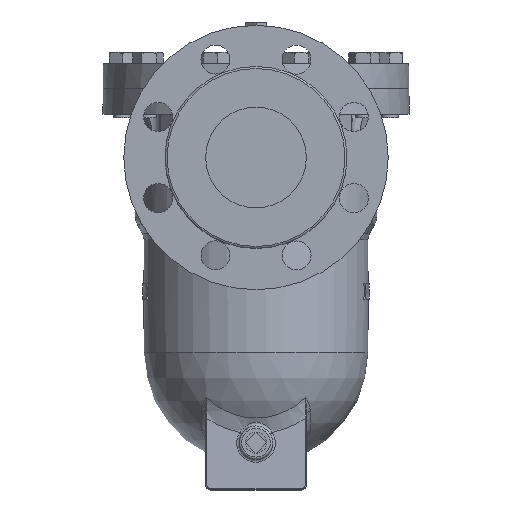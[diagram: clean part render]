
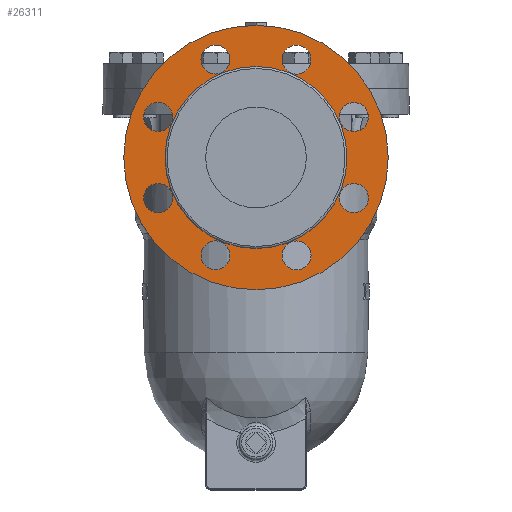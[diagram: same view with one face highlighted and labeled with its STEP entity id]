
A CAD part, left-side view. The second image highlights one B-rep face of the part: STEP entity #26311.
In plain terms, the highlighted planar face has unit normal (-1, 0, 0).
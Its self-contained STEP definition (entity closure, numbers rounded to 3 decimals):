
#535=CARTESIAN_POINT('',(-187.4,0.0,17.75));
#536=VERTEX_POINT('',#535);
#537=CARTESIAN_POINT('',(-187.4,0.0,-54.5));
#538=DIRECTION('',(-1.0,0.0,0.0));
#539=DIRECTION('',(0.0,0.0,1.0));
#540=AXIS2_PLACEMENT_3D('',#537,#538,#539);
#541=CIRCLE('',#540,72.25);
#542=EDGE_CURVE('',#536,#536,#541,.T.);
#25595=CARTESIAN_POINT('',(-187.4,0.0,50.5));
#25596=VERTEX_POINT('',#25595);
#25597=CARTESIAN_POINT('',(-187.4,0.0,-54.5));
#25598=DIRECTION('',(-1.0,0.0,0.0));
#25599=DIRECTION('',(0.0,0.0,1.0));
#25600=AXIS2_PLACEMENT_3D('',#25597,#25598,#25599);
#25601=CIRCLE('',#25600,105.);
#25602=EDGE_CURVE('',#25596,#25596,#25601,.T.);
#25668=CARTESIAN_POINT('',(-187.4,-40.335,31.376));
#25669=VERTEX_POINT('',#25668);
#25670=CARTESIAN_POINT('',(-187.4,-32.203,23.244));
#25671=DIRECTION('',(1.,0.,0.));
#25672=DIRECTION('',(0.,-0.707,0.707));
#25673=AXIS2_PLACEMENT_3D('',#25670,#25671,#25672);
#25674=CIRCLE('',#25673,11.5);
#25675=EDGE_CURVE('',#25669,#25669,#25674,.T.);
#25709=CARTESIAN_POINT('',(-187.4,-89.244,-22.297));
#25710=VERTEX_POINT('',#25709);
#25711=CARTESIAN_POINT('',(-187.4,-77.744,-22.297));
#25712=DIRECTION('',(1.0,0.0,0.0));
#25713=DIRECTION('',(0.0,-1.0,0.0));
#25714=AXIS2_PLACEMENT_3D('',#25711,#25712,#25713);
#25715=CIRCLE('',#25714,11.5);
#25716=EDGE_CURVE('',#25710,#25710,#25715,.T.);
#25750=CARTESIAN_POINT('',(-187.4,-85.876,-94.835));
#25751=VERTEX_POINT('',#25750);
#25752=CARTESIAN_POINT('',(-187.4,-77.744,-86.703));
#25753=DIRECTION('',(1.0,0.,0.));
#25754=DIRECTION('',(0.,-0.707,-0.707));
#25755=AXIS2_PLACEMENT_3D('',#25752,#25753,#25754);
#25756=CIRCLE('',#25755,11.5);
#25757=EDGE_CURVE('',#25751,#25751,#25756,.T.);
#25791=CARTESIAN_POINT('',(-187.4,-32.203,-143.744));
#25792=VERTEX_POINT('',#25791);
#25793=CARTESIAN_POINT('',(-187.4,-32.203,-132.244));
#25794=DIRECTION('',(1.0,0.0,0.0));
#25795=DIRECTION('',(0.0,0.0,-1.0));
#25796=AXIS2_PLACEMENT_3D('',#25793,#25794,#25795);
#25797=CIRCLE('',#25796,11.5);
#25798=EDGE_CURVE('',#25792,#25792,#25797,.T.);
#25832=CARTESIAN_POINT('',(-187.4,40.335,-140.376));
#25833=VERTEX_POINT('',#25832);
#25834=CARTESIAN_POINT('',(-187.4,32.203,-132.244));
#25835=DIRECTION('',(1.0,0.,0.));
#25836=DIRECTION('',(0.,0.707,-0.707));
#25837=AXIS2_PLACEMENT_3D('',#25834,#25835,#25836);
#25838=CIRCLE('',#25837,11.5);
#25839=EDGE_CURVE('',#25833,#25833,#25838,.T.);
#25873=CARTESIAN_POINT('',(-187.4,89.244,-86.703));
#25874=VERTEX_POINT('',#25873);
#25875=CARTESIAN_POINT('',(-187.4,77.744,-86.703));
#25876=DIRECTION('',(1.0,0.0,0.0));
#25877=DIRECTION('',(0.0,1.0,0.0));
#25878=AXIS2_PLACEMENT_3D('',#25875,#25876,#25877);
#25879=CIRCLE('',#25878,11.5);
#25880=EDGE_CURVE('',#25874,#25874,#25879,.T.);
#25914=CARTESIAN_POINT('',(-187.4,85.876,-14.165));
#25915=VERTEX_POINT('',#25914);
#25916=CARTESIAN_POINT('',(-187.4,77.744,-22.297));
#25917=DIRECTION('',(1.0,0.,0.));
#25918=DIRECTION('',(0.,0.707,0.707));
#25919=AXIS2_PLACEMENT_3D('',#25916,#25917,#25918);
#25920=CIRCLE('',#25919,11.5);
#25921=EDGE_CURVE('',#25915,#25915,#25920,.T.);
#25955=CARTESIAN_POINT('',(-187.4,32.203,34.744));
#25956=VERTEX_POINT('',#25955);
#25957=CARTESIAN_POINT('',(-187.4,32.203,23.244));
#25958=DIRECTION('',(1.0,0.0,0.0));
#25959=DIRECTION('',(0.0,0.0,1.0));
#25960=AXIS2_PLACEMENT_3D('',#25957,#25958,#25959);
#25961=CIRCLE('',#25960,11.5);
#25962=EDGE_CURVE('',#25956,#25956,#25961,.T.);
#26276=CARTESIAN_POINT('',(-187.4,0.0,34.125));
#26277=DIRECTION('',(-1.0,0.0,0.0));
#26278=DIRECTION('',(0.0,0.0,1.0));
#26279=AXIS2_PLACEMENT_3D('',#26276,#26277,#26278);
#26280=PLANE('',#26279);
#26281=ORIENTED_EDGE('',*,*,#25602,.T.);
#26282=EDGE_LOOP('',(#26281));
#26283=FACE_OUTER_BOUND('',#26282,.T.);
#26284=ORIENTED_EDGE('',*,*,#25675,.T.);
#26285=EDGE_LOOP('',(#26284));
#26286=FACE_BOUND('',#26285,.T.);
#26287=ORIENTED_EDGE('',*,*,#25716,.T.);
#26288=EDGE_LOOP('',(#26287));
#26289=FACE_BOUND('',#26288,.T.);
#26290=ORIENTED_EDGE('',*,*,#25757,.T.);
#26291=EDGE_LOOP('',(#26290));
#26292=FACE_BOUND('',#26291,.T.);
#26293=ORIENTED_EDGE('',*,*,#25798,.T.);
#26294=EDGE_LOOP('',(#26293));
#26295=FACE_BOUND('',#26294,.T.);
#26296=ORIENTED_EDGE('',*,*,#25839,.T.);
#26297=EDGE_LOOP('',(#26296));
#26298=FACE_BOUND('',#26297,.T.);
#26299=ORIENTED_EDGE('',*,*,#25880,.T.);
#26300=EDGE_LOOP('',(#26299));
#26301=FACE_BOUND('',#26300,.T.);
#26302=ORIENTED_EDGE('',*,*,#25921,.T.);
#26303=EDGE_LOOP('',(#26302));
#26304=FACE_BOUND('',#26303,.T.);
#26305=ORIENTED_EDGE('',*,*,#25962,.T.);
#26306=EDGE_LOOP('',(#26305));
#26307=FACE_BOUND('',#26306,.T.);
#26308=ORIENTED_EDGE('',*,*,#542,.F.);
#26309=EDGE_LOOP('',(#26308));
#26310=FACE_BOUND('',#26309,.T.);
#26311=ADVANCED_FACE('',(#26283,#26286,#26289,#26292,#26295,#26298,#26301,#26304,#26307,#26310),#26280,.T.);
